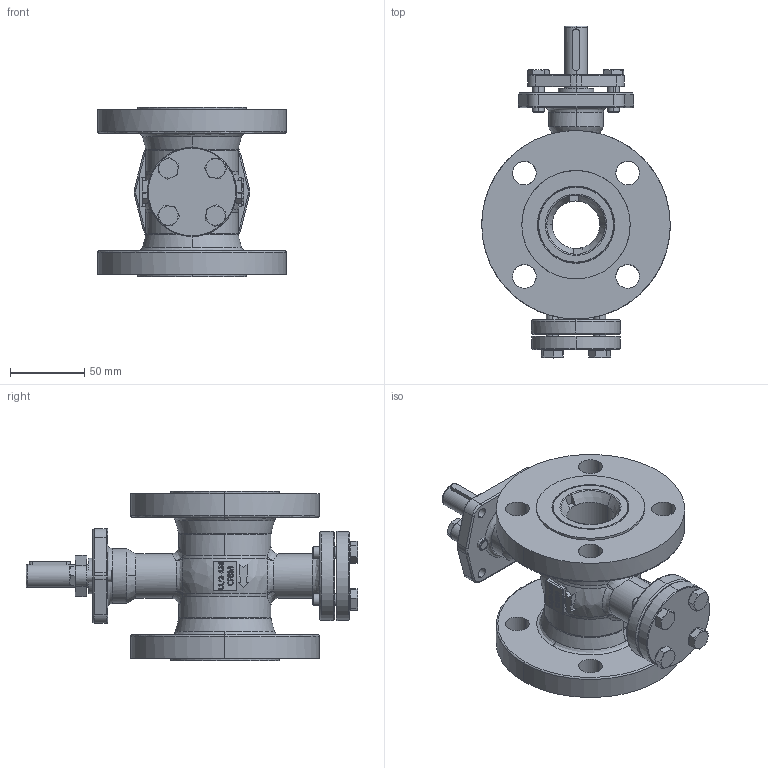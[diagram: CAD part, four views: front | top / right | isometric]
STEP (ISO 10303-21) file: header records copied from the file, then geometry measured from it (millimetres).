
FILE_DESCRIPTION (( 'STEP AP214' ), '1' );
FILE_NAME ('VX-F1-0150-XXX.step', '2019-10-18T12:32:04', ( '' ), ( '' ), 'SwSTEP 2.0', 'SolidWorks 2019', '' );
FILE_SCHEMA (( 'AUTOMOTIVE_DESIGN' ));
Length unit declared in the file: inch
Products named in the file (2): VX-F1-0150-XXX
Bounding box: 127 x 223.68 x 114 mm (x, y, z)
Surface area: 126404.1 mm2 (no closed solid volume)
Topology: 0 solids, 22 shells, 513 faces, 1533 edges, 1016 vertices
Faces by surface type: plane 200, bspline 119, cylinder 116, cone 78
Entity records: 37174 total; most frequent: CARTESIAN_POINT 20404, ORIENTED_EDGE 2661, EDGE_CURVE 1533, B_SPLINE_CURVE_WITH_KNOTS 1332, VERTEX_POINT 1016, DIRECTION 860, EDGE_LOOP 591, LENGTH_MEASURE_WITH_UNIT 515
